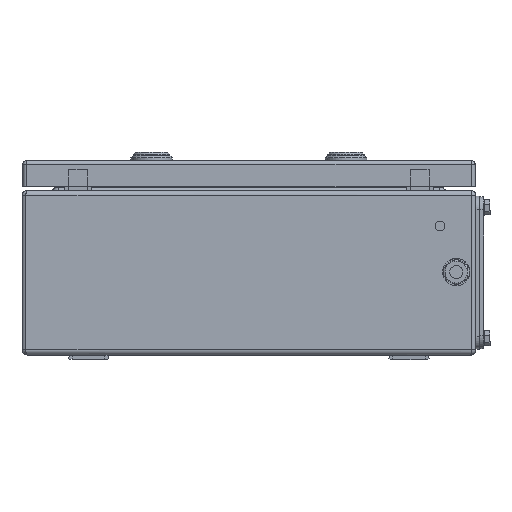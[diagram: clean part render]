
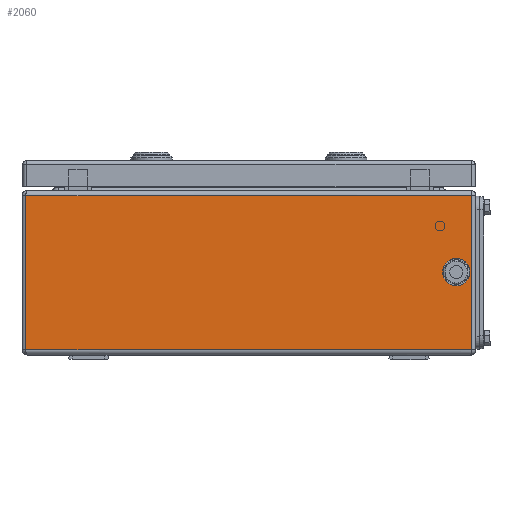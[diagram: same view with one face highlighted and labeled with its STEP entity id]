
A CAD part, left-side view. The second image highlights one B-rep face of the part: STEP entity #2060.
In plain terms, the highlighted planar face has unit normal (-1, 0, 0).
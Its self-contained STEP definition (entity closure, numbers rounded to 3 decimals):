
#1975=AXIS2_PLACEMENT_3D('Plane Axis2P3D',#1972,#1973,#1974) ;
#1429=CARTESIAN_POINT('Vertex',(25.5,14.,126.5)) ;
#1432=CARTESIAN_POINT('Line Origine',(25.5,14.,130.5)) ;
#1436=CARTESIAN_POINT('Vertex',(25.5,14.,7.5)) ;
#1972=CARTESIAN_POINT('Axis2P3D Location',(25.5,361.,130.5)) ;
#1977=CARTESIAN_POINT('Line Origine',(25.5,358.,67.)) ;
#1981=CARTESIAN_POINT('Vertex',(25.5,358.,126.5)) ;
#1983=CARTESIAN_POINT('Vertex',(25.5,358.,7.5)) ;
#1986=CARTESIAN_POINT('Line Origine',(25.5,186.,7.5)) ;
#1991=CARTESIAN_POINT('Line Origine',(25.5,186.,126.5)) ;
#2002=CARTESIAN_POINT('Line Origine',(25.5,31.15,67.5)) ;
#2006=CARTESIAN_POINT('Vertex',(25.5,31.15,72.46)) ;
#2008=CARTESIAN_POINT('Vertex',(25.5,31.15,62.54)) ;
#2012=CARTESIAN_POINT('Control Point',(25.5,20.85,72.46)) ;
#2013=CARTESIAN_POINT('Control Point',(25.5,21.304,72.932)) ;
#2014=CARTESIAN_POINT('Control Point',(25.5,21.813,73.351)) ;
#2015=CARTESIAN_POINT('Control Point',(25.5,22.367,73.711)) ;
#2016=CARTESIAN_POINT('Control Point',(25.5,23.549,74.296)) ;
#2017=CARTESIAN_POINT('Control Point',(25.5,24.832,74.6)) ;
#2018=CARTESIAN_POINT('Control Point',(25.5,25.488,74.677)) ;
#2019=CARTESIAN_POINT('Control Point',(25.5,26.806,74.68)) ;
#2020=CARTESIAN_POINT('Control Point',(25.5,28.091,74.385)) ;
#2021=CARTESIAN_POINT('Control Point',(25.5,28.714,74.164)) ;
#2022=CARTESIAN_POINT('Control Point',(25.5,29.609,73.725)) ;
#2023=CARTESIAN_POINT('Control Point',(25.5,30.411,73.142)) ;
#2024=CARTESIAN_POINT('Control Point',(25.5,30.671,72.929)) ;
#2025=CARTESIAN_POINT('Control Point',(25.5,30.918,72.701)) ;
#2026=CARTESIAN_POINT('Control Point',(25.5,31.15,72.46)) ;
#2027=CARTESIAN_POINT('Vertex',(25.5,20.85,72.46)) ;
#2030=CARTESIAN_POINT('Line Origine',(25.5,20.85,67.5)) ;
#2034=CARTESIAN_POINT('Vertex',(25.5,20.85,62.54)) ;
#2038=CARTESIAN_POINT('Control Point',(25.5,31.15,62.54)) ;
#2039=CARTESIAN_POINT('Control Point',(25.5,30.696,62.068)) ;
#2040=CARTESIAN_POINT('Control Point',(25.5,30.187,61.649)) ;
#2041=CARTESIAN_POINT('Control Point',(25.5,29.633,61.289)) ;
#2042=CARTESIAN_POINT('Control Point',(25.5,28.451,60.704)) ;
#2043=CARTESIAN_POINT('Control Point',(25.5,27.168,60.4)) ;
#2044=CARTESIAN_POINT('Control Point',(25.5,26.512,60.323)) ;
#2045=CARTESIAN_POINT('Control Point',(25.5,25.194,60.32)) ;
#2046=CARTESIAN_POINT('Control Point',(25.5,23.909,60.615)) ;
#2047=CARTESIAN_POINT('Control Point',(25.5,23.286,60.836)) ;
#2048=CARTESIAN_POINT('Control Point',(25.5,22.391,61.275)) ;
#2049=CARTESIAN_POINT('Control Point',(25.5,21.589,61.858)) ;
#2050=CARTESIAN_POINT('Control Point',(25.5,21.329,62.071)) ;
#2051=CARTESIAN_POINT('Control Point',(25.5,21.082,62.299)) ;
#2052=CARTESIAN_POINT('Control Point',(25.5,20.85,62.54)) ;
#1433=DIRECTION('Vector Direction',(0.,0.,-1.)) ;
#1973=DIRECTION('Axis2P3D Direction',(1.,0.,0.)) ;
#1974=DIRECTION('Axis2P3D XDirection',(0.,1.,0.)) ;
#1978=DIRECTION('Vector Direction',(0.,0.,-1.)) ;
#1987=DIRECTION('Vector Direction',(0.,-1.,0.)) ;
#1992=DIRECTION('Vector Direction',(0.,1.,0.)) ;
#2003=DIRECTION('Vector Direction',(0.,0.,-1.)) ;
#2031=DIRECTION('Vector Direction',(0.,0.,1.)) ;
#1434=VECTOR('Line Direction',#1433,1.) ;
#1979=VECTOR('Line Direction',#1978,1.) ;
#1988=VECTOR('Line Direction',#1987,1.) ;
#1993=VECTOR('Line Direction',#1992,1.) ;
#2004=VECTOR('Line Direction',#2003,1.) ;
#2032=VECTOR('Line Direction',#2031,1.) ;
#1997=ORIENTED_EDGE('',*,*,#1985,.T.) ;
#1998=ORIENTED_EDGE('',*,*,#1990,.T.) ;
#1999=ORIENTED_EDGE('',*,*,#1438,.T.) ;
#2000=ORIENTED_EDGE('',*,*,#1995,.T.) ;
#2055=ORIENTED_EDGE('',*,*,#2010,.F.) ;
#2056=ORIENTED_EDGE('',*,*,#2029,.F.) ;
#2057=ORIENTED_EDGE('',*,*,#2036,.F.) ;
#2058=ORIENTED_EDGE('',*,*,#2053,.F.) ;
#2059=FACE_BOUND('',#2054,.T.) ;
#2060=ADVANCED_FACE('51372_ASM_GH_KTB_QL_XXXxXXXxXXX_YGP_S3D-1/51372_GH_KTB_QL_XXXxXXXxXXX_YGP_S3D_S3D-1-solid1',(#2001,#2059),#1976,.F.) ;
#2011=B_SPLINE_CURVE_WITH_KNOTS('',5,(#2012,#2013,#2014,#2015,#2016,#2017,#2018,#2019,#2020,#2021,#2022,#2023,#2024,#2025,#2026),.UNSPECIFIED.,.F.,.U.,(6,3,3,3,6),(0.,4.64,9.281,13.921,16.295),.UNSPECIFIED.) ;
#2037=B_SPLINE_CURVE_WITH_KNOTS('',5,(#2038,#2039,#2040,#2041,#2042,#2043,#2044,#2045,#2046,#2047,#2048,#2049,#2050,#2051,#2052),.UNSPECIFIED.,.F.,.U.,(6,3,3,3,6),(0.,4.64,9.281,13.921,16.295),.UNSPECIFIED.) ;
#1438=EDGE_CURVE('',#1437,#1430,#1435,.F.) ;
#1985=EDGE_CURVE('',#1982,#1984,#1980,.T.) ;
#1990=EDGE_CURVE('',#1984,#1437,#1989,.T.) ;
#1995=EDGE_CURVE('',#1430,#1982,#1994,.T.) ;
#2010=EDGE_CURVE('',#2007,#2009,#2005,.T.) ;
#2029=EDGE_CURVE('',#2028,#2007,#2011,.T.) ;
#2036=EDGE_CURVE('',#2035,#2028,#2033,.T.) ;
#2053=EDGE_CURVE('',#2009,#2035,#2037,.T.) ;
#1996=EDGE_LOOP('',(#1997,#1998,#1999,#2000)) ;
#2054=EDGE_LOOP('',(#2055,#2056,#2057,#2058)) ;
#2001=FACE_OUTER_BOUND('',#1996,.T.) ;
#1435=LINE('Line',#1432,#1434) ;
#1980=LINE('Line',#1977,#1979) ;
#1989=LINE('Line',#1986,#1988) ;
#1994=LINE('Line',#1991,#1993) ;
#2005=LINE('Line',#2002,#2004) ;
#2033=LINE('Line',#2030,#2032) ;
#1976=PLANE('',#1975) ;
#1430=VERTEX_POINT('',#1429) ;
#1437=VERTEX_POINT('',#1436) ;
#1982=VERTEX_POINT('',#1981) ;
#1984=VERTEX_POINT('',#1983) ;
#2007=VERTEX_POINT('',#2006) ;
#2009=VERTEX_POINT('',#2008) ;
#2028=VERTEX_POINT('',#2027) ;
#2035=VERTEX_POINT('',#2034) ;
